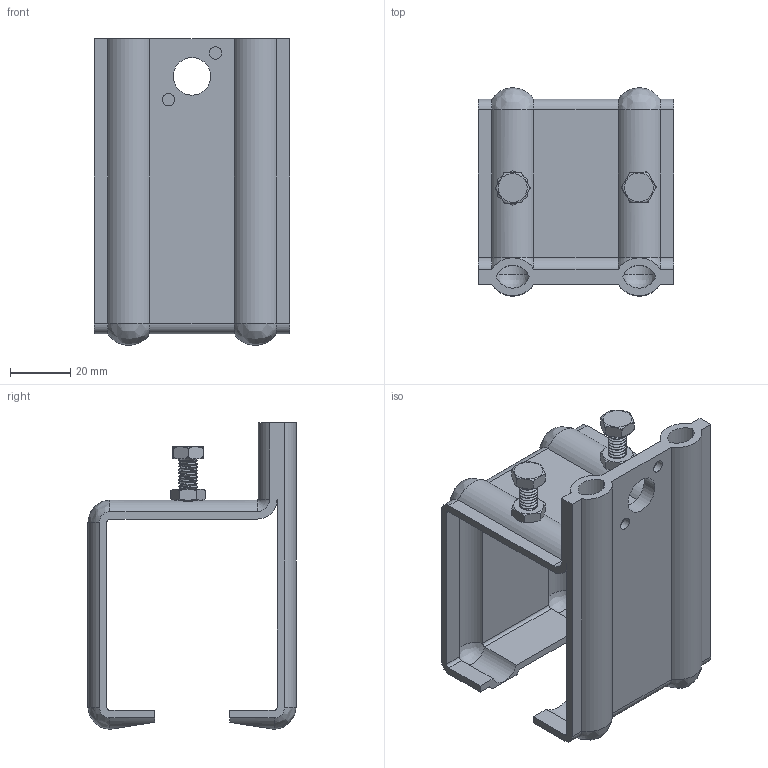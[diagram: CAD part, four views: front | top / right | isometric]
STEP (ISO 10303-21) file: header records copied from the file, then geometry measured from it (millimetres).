
FILE_DESCRIPTION(/* description */ (''),/* implementation_level */ '2;1');
FILE_NAME(/* name */ '6356M.stp',/* time_stamp */ '2018-04-04T09:36:03+02:00',/* author */ ('Giuliano'),/* organization */ (''),/* preprocessor_version */ 'ST-DEVELOPER v16.5',/* originating_system */ 'Autodesk Inventor 2017',/* authorisation */ '');
FILE_SCHEMA (('AUTOMOTIVE_DESIGN { 1 0 10303 214 3 1 1 }'));
Length unit declared in the file: millimetre
Products named in the file (1): Pièce1
Bounding box: 65 x 69.1 x 101.8 mm (x, y, z)
Volume: 50834.4 mm3; surface area: 41884 mm2
Topology: 1 solids, 1 shells, 218 faces, 540 edges, 326 vertices
Faces by surface type: plane 84, cylinder 77, cone 30, bspline 19, torus 8
Full cylindrical faces by diameter (mm): 4 x2, 4.1 x2, 12.5 x1
Entity records: 12423 total; most frequent: CARTESIAN_POINT 7363, ORIENTED_EDGE 1050, DIRECTION 955, EDGE_CURVE 521, AXIS2_PLACEMENT_3D 383, VERTEX_POINT 320, EDGE_LOOP 242, STYLED_ITEM 215
